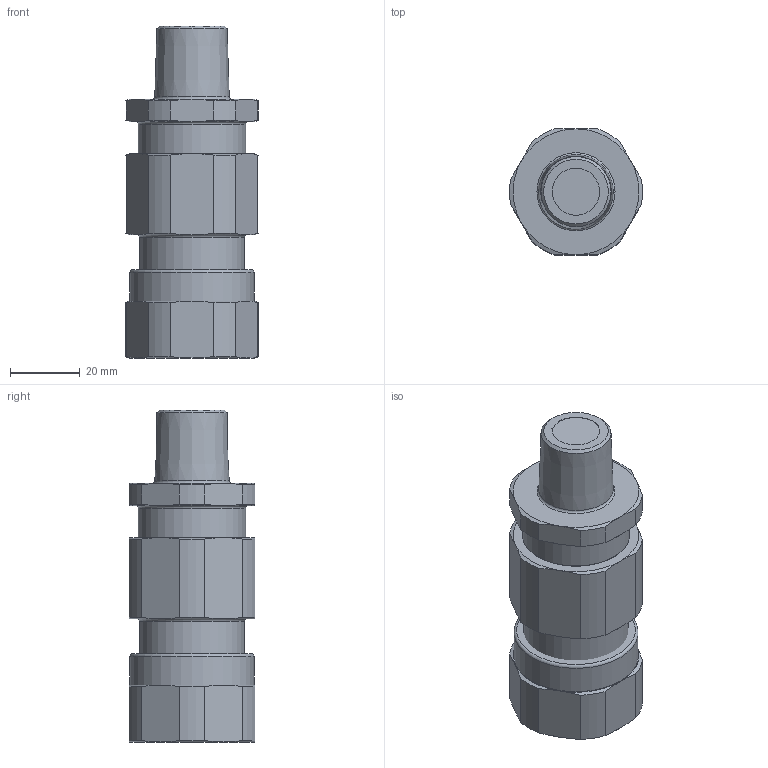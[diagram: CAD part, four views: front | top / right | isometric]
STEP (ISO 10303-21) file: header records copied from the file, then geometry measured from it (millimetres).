
FILE_DESCRIPTION(/* description */ (''),/* implementation_level */ '2;1');
FILE_NAME(/* name */ 'MC2X1C.stp',/* time_stamp */ '2020-05-13T08:43:24-05:00',/* author */ ('nsantoro'),/* organization */ (''),/* preprocessor_version */ 'ST-DEVELOPER v18',/* originating_system */ 'Autodesk Inventor 2020',/* authorisation */ '');
FILE_SCHEMA (('AUTOMOTIVE_DESIGN { 1 0 10303 214 3 1 1 }'));
Length unit declared in the file: inch
Products named in the file (1): 51923-1_Shrinkwrap_1
Bounding box: 38.02 x 36 x 95 mm (x, y, z)
Volume: 100690.4 mm3; surface area: 22857.1 mm2
Topology: 4 solids, 4 shells, 117 faces, 291 edges, 189 vertices
Faces by surface type: cone 42, plane 33, cylinder 27, torus 15
Full cylindrical faces by diameter (mm): 14.267 x1, 20.352 x1, 23.374 x1, 27.686 x1, 28.042 x1, 29.975 x1, 30.162 x1, 30.67 x1, 35.56 x1
Entity records: 3656 total; most frequent: CARTESIAN_POINT 742, DIRECTION 623, ORIENTED_EDGE 582, EDGE_CURVE 291, AXIS2_PLACEMENT_3D 286, VERTEX_POINT 189, CIRCLE 168, EDGE_LOOP 124
